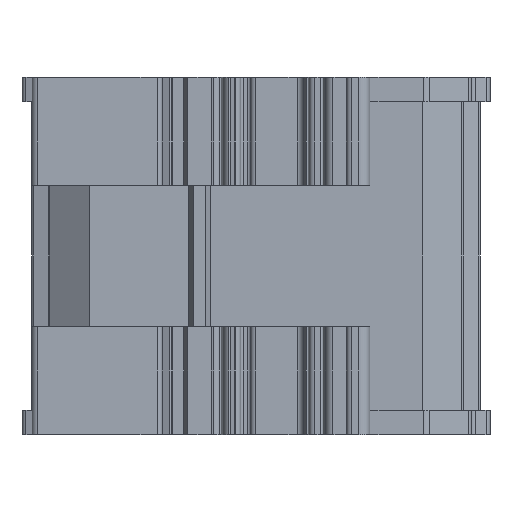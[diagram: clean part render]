
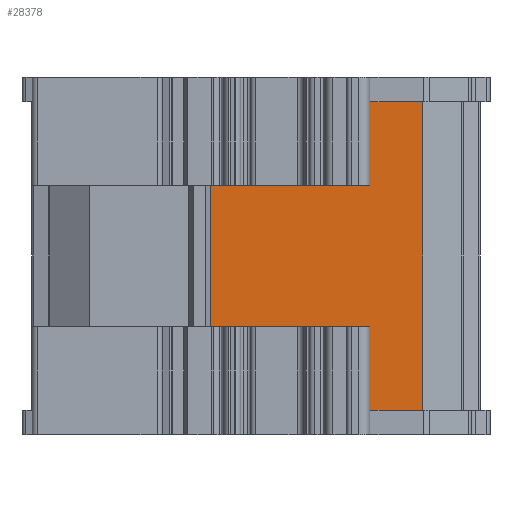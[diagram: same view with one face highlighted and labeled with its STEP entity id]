
A CAD part, front view. The second image highlights one B-rep face of the part: STEP entity #28378.
In plain terms, the highlighted face is planar.
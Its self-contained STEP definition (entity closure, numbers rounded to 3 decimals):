
#2486=VECTOR('',#30961,1.);
#2511=VECTOR('',#31007,1.);
#2581=VECTOR('',#31168,1.);
#2663=VECTOR('',#31389,1.);
#2668=VECTOR('',#31395,1.);
#2669=VECTOR('',#31396,1.);
#2670=VECTOR('',#31397,1.);
#2671=VECTOR('',#31398,1.);
#2672=VECTOR('',#31399,1.);
#2673=VECTOR('',#31400,1.);
#2674=VECTOR('',#31401,1.);
#2675=VECTOR('',#31402,1.);
#5157=LINE('',#37168,#2486);
#5182=LINE('',#37238,#2511);
#5252=LINE('',#37427,#2581);
#5334=LINE('',#37693,#2663);
#5339=LINE('',#37701,#2668);
#5340=LINE('',#37703,#2669);
#5341=LINE('',#37705,#2670);
#5342=LINE('',#37707,#2671);
#5343=LINE('',#37709,#2672);
#5344=LINE('',#37710,#2673);
#5345=LINE('',#37712,#2674);
#5346=LINE('',#37714,#2675);
#7495=PLANE('',#11761);
#9180=VERTEX_POINT('',#37169);
#9181=VERTEX_POINT('',#37170);
#9183=VERTEX_POINT('',#37176);
#9213=VERTEX_POINT('',#37237);
#9275=VERTEX_POINT('',#37426);
#9276=VERTEX_POINT('',#37428);
#9367=VERTEX_POINT('',#37702);
#9368=VERTEX_POINT('',#37704);
#9369=VERTEX_POINT('',#37706);
#9370=VERTEX_POINT('',#37708);
#9371=VERTEX_POINT('',#37711);
#9372=VERTEX_POINT('',#37713);
#11761=AXIS2_PLACEMENT_3D('',#37700,#31394,$);
#14648=EDGE_CURVE('',#9180,#9181,#5157,.T.);
#14683=EDGE_CURVE('',#9183,#9213,#5182,.T.);
#14778=EDGE_CURVE('',#9275,#9276,#5252,.T.);
#14904=EDGE_CURVE('',#9181,#9276,#5334,.T.);
#14909=EDGE_CURVE('',#9367,#9213,#5339,.T.);
#14910=EDGE_CURVE('',#9368,#9367,#5340,.T.);
#14911=EDGE_CURVE('',#9369,#9368,#5341,.T.);
#14912=EDGE_CURVE('',#9370,#9369,#5342,.T.);
#14913=EDGE_CURVE('',#9180,#9370,#5343,.T.);
#14914=EDGE_CURVE('',#9371,#9275,#5344,.T.);
#14915=EDGE_CURVE('',#9372,#9371,#5345,.T.);
#14916=EDGE_CURVE('',#9183,#9372,#5346,.T.);
#19516=ORIENTED_EDGE('',*,*,#14909,.F.);
#19517=ORIENTED_EDGE('',*,*,#14910,.F.);
#19518=ORIENTED_EDGE('',*,*,#14911,.F.);
#19519=ORIENTED_EDGE('',*,*,#14912,.F.);
#19520=ORIENTED_EDGE('',*,*,#14913,.F.);
#19521=ORIENTED_EDGE('',*,*,#14648,.T.);
#19522=ORIENTED_EDGE('',*,*,#14904,.T.);
#19523=ORIENTED_EDGE('',*,*,#14778,.F.);
#19524=ORIENTED_EDGE('',*,*,#14914,.F.);
#19525=ORIENTED_EDGE('',*,*,#14915,.F.);
#19526=ORIENTED_EDGE('',*,*,#14916,.F.);
#19527=ORIENTED_EDGE('',*,*,#14683,.T.);
#25409=EDGE_LOOP('',(#19516,#19517,#19518,#19519,#19520,#19521,#19522,#19523,
#19524,#19525,#19526,#19527));
#26902=FACE_BOUND('',#25409,.T.);
#28378=ADVANCED_FACE('',(#26902),#7495,.F.);
#30961=DIRECTION('',(1.,0.,0.));
#31007=DIRECTION('',(-1.,0.,0.));
#31168=DIRECTION('',(1.,0.,0.));
#31389=DIRECTION('',(0.,0.,-1.));
#31394=DIRECTION('',(0.,-1.,0.));
#31395=DIRECTION('',(0.,0.,-1.));
#31396=DIRECTION('',(-1.,0.,0.));
#31397=DIRECTION('',(0.,0.,-1.));
#31398=DIRECTION('',(-1.,0.,0.));
#31399=DIRECTION('',(0.,0.,1.));
#31400=DIRECTION('',(0.,0.,1.));
#31401=DIRECTION('',(1.,0.,0.));
#31402=DIRECTION('',(0.,0.,-1.));
#37168=CARTESIAN_POINT('',(30.297,-15.978,-80.8));
#37169=CARTESIAN_POINT('',(30.297,-15.978,-80.8));
#37170=CARTESIAN_POINT('',(30.928,-15.978,-80.8));
#37176=CARTESIAN_POINT('',(21.13,-15.978,-122.5));
#37237=CARTESIAN_POINT('',(-8.497,-15.978,-122.5));
#37238=CARTESIAN_POINT('',(21.13,-15.978,-122.5));
#37426=CARTESIAN_POINT('',(30.297,-15.978,-138.));
#37427=CARTESIAN_POINT('',(30.297,-15.978,-138.));
#37428=CARTESIAN_POINT('',(30.928,-15.978,-138.));
#37693=CARTESIAN_POINT('',(30.928,-15.978,-80.8));
#37700=CARTESIAN_POINT('',(11.215,-15.978,-109.4));
#37701=CARTESIAN_POINT('',(-8.497,-15.978,-96.3));
#37702=CARTESIAN_POINT('',(-8.497,-15.978,-96.3));
#37703=CARTESIAN_POINT('',(21.13,-15.978,-96.3));
#37704=CARTESIAN_POINT('',(21.13,-15.978,-96.3));
#37705=CARTESIAN_POINT('',(21.13,-15.978,-79.3));
#37706=CARTESIAN_POINT('',(21.13,-15.978,-79.3));
#37707=CARTESIAN_POINT('',(30.297,-15.978,-79.3));
#37708=CARTESIAN_POINT('',(30.297,-15.978,-79.3));
#37709=CARTESIAN_POINT('',(30.297,-15.978,-80.8));
#37710=CARTESIAN_POINT('',(30.297,-15.978,-139.5));
#37711=CARTESIAN_POINT('',(30.297,-15.978,-139.5));
#37712=CARTESIAN_POINT('',(21.13,-15.978,-139.5));
#37713=CARTESIAN_POINT('',(21.13,-15.978,-139.5));
#37714=CARTESIAN_POINT('',(21.13,-15.978,-122.5));
